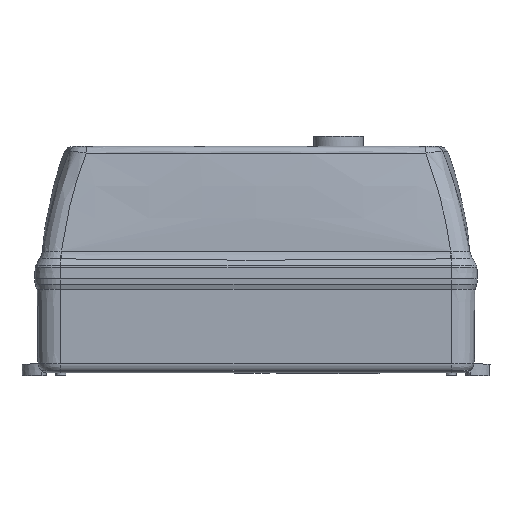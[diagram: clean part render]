
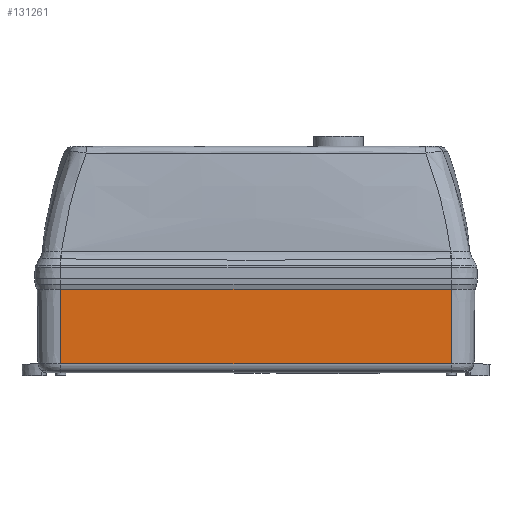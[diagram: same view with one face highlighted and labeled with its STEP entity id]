
A CAD part, front view. The second image highlights one B-rep face of the part: STEP entity #131261.
In plain terms, the highlighted planar face has unit normal (0, -1, -0.018).
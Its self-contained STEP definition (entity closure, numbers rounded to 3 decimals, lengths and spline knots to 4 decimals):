
#1561 = VERTEX_POINT ( 'NONE', #99478 ) ;
#1817 = DIRECTION ( 'NONE',  ( 0., -0.017, 1. ) ) ;
#4971 = VECTOR ( 'NONE', #126907, 39.3701 ) ;
#9805 = EDGE_CURVE ( 'NONE', #12781, #34747, #66479, .T. ) ;
#9997 = LINE ( 'NONE', #24624, #59170 ) ;
#12781 = VERTEX_POINT ( 'NONE', #115578 ) ;
#15566 = EDGE_CURVE ( 'NONE', #1561, #34747, #9997, .T. ) ;
#16998 = LINE ( 'NONE', #81295, #4971 ) ;
#24624 = CARTESIAN_POINT ( 'NONE',  ( 3.7697, -2.1863, 0.893 ) ) ;
#25522 = CARTESIAN_POINT ( 'NONE',  ( -3.7697, -2.1738, 0.1783 ) ) ;
#33257 = PLANE ( 'NONE',  #96265 ) ;
#34747 = VERTEX_POINT ( 'NONE', #56465 ) ;
#34793 = VECTOR ( 'NONE', #45548, 39.3701 ) ;
#39089 = DIRECTION ( 'NONE',  ( 0., 0.017, -1. ) ) ;
#44658 = VERTEX_POINT ( 'NONE', #25522 ) ;
#45548 = DIRECTION ( 'NONE',  ( 0., 0.017, -1. ) ) ;
#56465 = CARTESIAN_POINT ( 'NONE',  ( 3.7697, -2.1988, 1.6078 ) ) ;
#59170 = VECTOR ( 'NONE', #1817, 39.3701 ) ;
#65208 = EDGE_CURVE ( 'NONE', #12781, #44658, #89003, .T. ) ;
#66479 = LINE ( 'NONE', #135580, #75024 ) ;
#67312 = ORIENTED_EDGE ( 'NONE', *, *, #141319, .T. ) ;
#67636 = CARTESIAN_POINT ( 'NONE',  ( -3.7697, -2.1863, 0.893 ) ) ;
#68397 = ORIENTED_EDGE ( 'NONE', *, *, #15566, .T. ) ;
#75024 = VECTOR ( 'NONE', #125276, 39.3701 ) ;
#77662 = ORIENTED_EDGE ( 'NONE', *, *, #65208, .T. ) ;
#80339 = CARTESIAN_POINT ( 'NONE',  ( -3.7697, -2.1988, 1.6078 ) ) ;
#81295 = CARTESIAN_POINT ( 'NONE',  ( 0., -2.1738, 0.1783 ) ) ;
#84000 = DIRECTION ( 'NONE',  ( 0., -1., -0.017 ) ) ;
#89003 = LINE ( 'NONE', #67636, #34793 ) ;
#96265 = AXIS2_PLACEMENT_3D ( 'NONE', #80339, #84000, #39089 ) ;
#99478 = CARTESIAN_POINT ( 'NONE',  ( 3.7697, -2.1738, 0.1783 ) ) ;
#100882 = EDGE_LOOP ( 'NONE', ( #77662, #67312, #68397, #124765 ) ) ;
#115578 = CARTESIAN_POINT ( 'NONE',  ( -3.7697, -2.1988, 1.6078 ) ) ;
#124765 = ORIENTED_EDGE ( 'NONE', *, *, #9805, .F. ) ;
#125276 = DIRECTION ( 'NONE',  ( 1., 0., 0. ) ) ;
#126907 = DIRECTION ( 'NONE',  ( 1., 0., 0. ) ) ;
#131261 = ADVANCED_FACE ( 'NONE', ( #134112 ), #33257, .T. ) ;
#134112 = FACE_OUTER_BOUND ( 'NONE', #100882, .T. ) ;
#135580 = CARTESIAN_POINT ( 'NONE',  ( 0., -2.1988, 1.6078 ) ) ;
#141319 = EDGE_CURVE ( 'NONE', #44658, #1561, #16998, .T. ) ;
